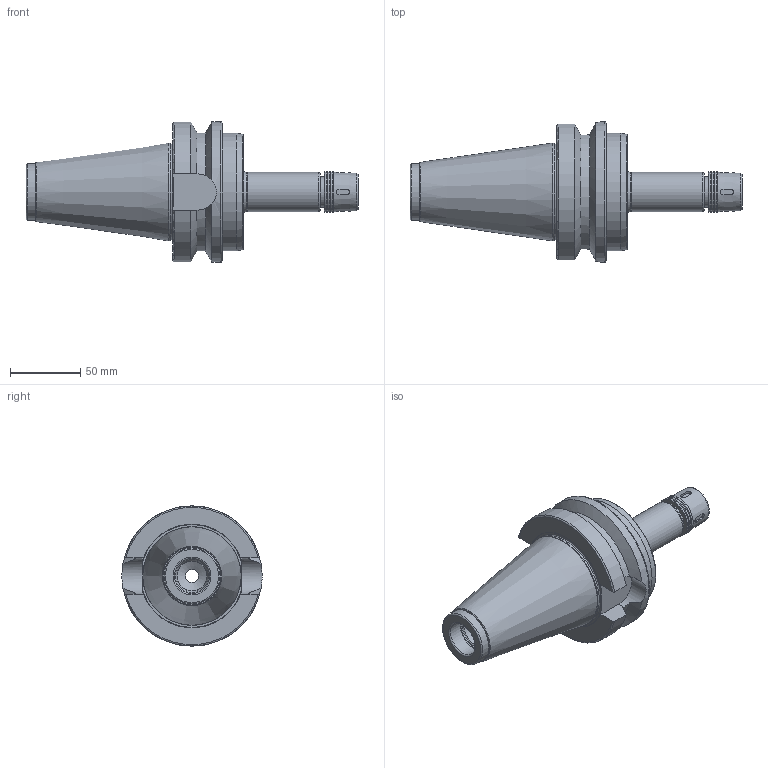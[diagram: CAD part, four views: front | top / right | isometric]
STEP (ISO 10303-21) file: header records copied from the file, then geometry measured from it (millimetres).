
FILE_DESCRIPTION((''),'2;1');
FILE_NAME('244605009135-3D.stp','2020-05-15T13:23:02',('nttooll'),(''),'Autodesk Inventor 2012','Autodesk Inventor 2012','');
FILE_SCHEMA(('AUTOMOTIVE_DESIGN { 1 0 10303 214 1 1 1 1 }'));
Length unit declared in the file: millimetre
Products named in the file (1): 244605009135-3D
Bounding box: 236.8 x 100 x 100 mm (x, y, z)
Volume: 563694.2 mm3; surface area: 69224.2 mm2
Topology: 1 solids, 1 shells, 111 faces, 238 edges, 147 vertices
Faces by surface type: plane 37, cylinder 36, cone 28, torus 10
Full cylindrical faces by diameter (mm): 9.3 x1, 10 x1, 10.5 x1, 13 x1, 13.5 x1, 15.5 x1, 19 x1, 21 x1, 21.3 x1, 22 x1, 24 x1, 25 x1, 25.4 x1, 27.6 x1, 28 x1, 29 x3, 40 x1, 68.9 x1, 84 x1, 100 x1
Entity records: 2914 total; most frequent: CARTESIAN_POINT 720, DIRECTION 462, ORIENTED_EDGE 364, AXIS2_PLACEMENT_3D 206, EDGE_LOOP 184, EDGE_CURVE 182, VERTEX_POINT 144, FACE_OUTER_BOUND 111
